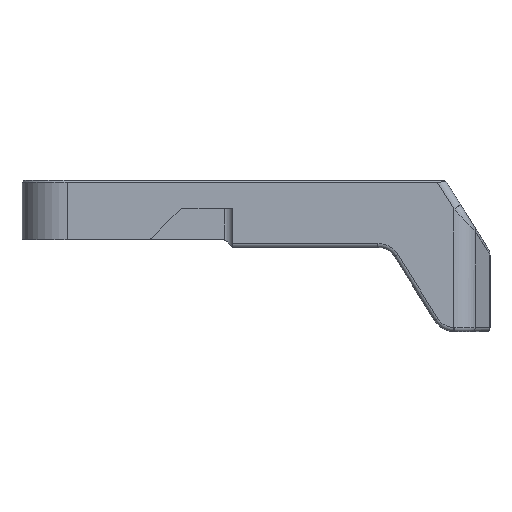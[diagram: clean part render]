
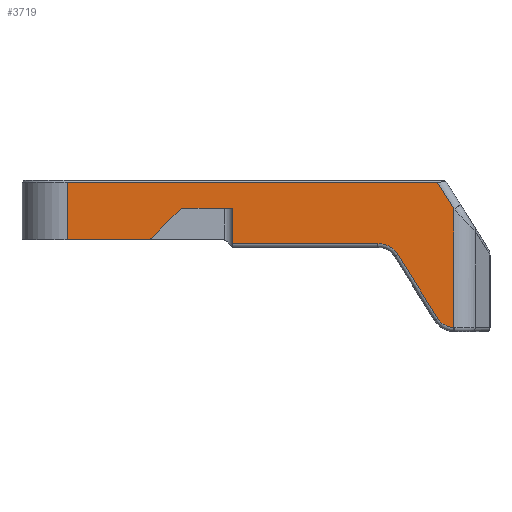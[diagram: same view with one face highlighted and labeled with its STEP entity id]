
A CAD part, left-side view. The second image highlights one B-rep face of the part: STEP entity #3719.
In plain terms, the highlighted planar face has unit normal (-1, 0, 0).
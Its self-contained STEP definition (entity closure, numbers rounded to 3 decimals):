
#76 = ORIENTED_EDGE ( 'NONE', *, *, #2712, .T. ) ;
#263 = CARTESIAN_POINT ( 'NONE',  ( -27.5, 25., 1.5 ) ) ;
#286 = CARTESIAN_POINT ( 'NONE',  ( -27.5, -9.356, 36.217 ) ) ;
#366 = CARTESIAN_POINT ( 'NONE',  ( -27.5, 35., 8.5 ) ) ;
#369 = AXIS2_PLACEMENT_3D ( 'NONE', #7087, #2529, #5281 ) ;
#420 = CARTESIAN_POINT ( 'NONE',  ( -27.5, -31.178, -1.048 ) ) ;
#483 = ORIENTED_EDGE ( 'NONE', *, *, #3679, .T. ) ;
#531 = CARTESIAN_POINT ( 'NONE',  ( -27.5, 46., -6.5 ) ) ;
#538 = EDGE_CURVE ( 'NONE', #2801, #1047, #5940, .T. ) ;
#546 = VECTOR ( 'NONE', #2333, 1000. ) ;
#585 = EDGE_LOOP ( 'NONE', ( #4247, #6565, #7666, #483, #8270, #7657, #1035, #76, #3001, #2383, #6982, #1639, #4491, #3608 ) ) ;
#699 = CARTESIAN_POINT ( 'NONE',  ( -27.5, -27.086, -26.5 ) ) ;
#732 = LINE ( 'NONE', #8558, #8291 ) ;
#897 = CARTESIAN_POINT ( 'NONE',  ( -27.5, 25., -7.5 ) ) ;
#946 = CARTESIAN_POINT ( 'NONE',  ( -27.5, -31.178, -28.848 ) ) ;
#1035 = ORIENTED_EDGE ( 'NONE', *, *, #7403, .F. ) ;
#1047 = VERTEX_POINT ( 'NONE', #1049 ) ;
#1049 = CARTESIAN_POINT ( 'NONE',  ( -27.5, 38.586, 0.914 ) ) ;
#1113 = VECTOR ( 'NONE', #8546, 1000. ) ;
#1275 = LINE ( 'NONE', #5337, #2649 ) ;
#1359 = DIRECTION ( 'NONE',  ( 1., 0., 0. ) ) ;
#1462 = DIRECTION ( 'NONE',  ( 0., 1., 0. ) ) ;
#1469 = CARTESIAN_POINT ( 'NONE',  ( -27.5, 67., 8. ) ) ;
#1553 = VERTEX_POINT ( 'NONE', #263 ) ;
#1616 = CARTESIAN_POINT ( 'NONE',  ( -27.5, -11.887, -13.5 ) ) ;
#1639 = ORIENTED_EDGE ( 'NONE', *, *, #3032, .T. ) ;
#1664 = DIRECTION ( 'NONE',  ( 1., 0., 0. ) ) ;
#1849 = VERTEX_POINT ( 'NONE', #6585 ) ;
#2227 = VECTOR ( 'NONE', #6313, 1000. ) ;
#2333 = DIRECTION ( 'NONE',  ( 0., 0., 1. ) ) ;
#2383 = ORIENTED_EDGE ( 'NONE', *, *, #5488, .T. ) ;
#2409 = VECTOR ( 'NONE', #7527, 1000. ) ;
#2529 = DIRECTION ( 'NONE',  ( -1., 0., 0. ) ) ;
#2556 = EDGE_CURVE ( 'NONE', #6755, #8451, #4398, .T. ) ;
#2601 = DIRECTION ( 'NONE',  ( 0., 1., 0. ) ) ;
#2606 = CIRCLE ( 'NONE', #369, 2. ) ;
#2640 = CARTESIAN_POINT ( 'NONE',  ( -27.5, -31.326, -23.85 ) ) ;
#2649 = VECTOR ( 'NONE', #6587, 1000. ) ;
#2701 = CARTESIAN_POINT ( 'NONE',  ( -27.5, -11.887, -7.5 ) ) ;
#2712 = EDGE_CURVE ( 'NONE', #7237, #2801, #2606, .T. ) ;
#2768 = CARTESIAN_POINT ( 'NONE',  ( -27.5, 25., 1.5 ) ) ;
#2769 = CIRCLE ( 'NONE', #4578, 2. ) ;
#2801 = VERTEX_POINT ( 'NONE', #5329 ) ;
#2859 = VECTOR ( 'NONE', #5438, 1000. ) ;
#2945 = FACE_OUTER_BOUND ( 'NONE', #585, .T. ) ;
#3001 = ORIENTED_EDGE ( 'NONE', *, *, #538, .T. ) ;
#3022 = CARTESIAN_POINT ( 'NONE',  ( -27.5, 37.172, 1.5 ) ) ;
#3030 = DIRECTION ( 'NONE',  ( 1., 0., 0. ) ) ;
#3032 = EDGE_CURVE ( 'NONE', #1553, #4960, #5308, .T. ) ;
#3083 = EDGE_CURVE ( 'NONE', #3945, #8407, #5648, .T. ) ;
#3143 = VERTEX_POINT ( 'NONE', #3022 ) ;
#3201 = CARTESIAN_POINT ( 'NONE',  ( -27.5, 25., 1.5 ) ) ;
#3466 = VERTEX_POINT ( 'NONE', #5830 ) ;
#3608 = ORIENTED_EDGE ( 'NONE', *, *, #6070, .T. ) ;
#3661 = LINE ( 'NONE', #6865, #2227 ) ;
#3679 = EDGE_CURVE ( 'NONE', #1849, #3466, #4297, .T. ) ;
#3688 = PLANE ( 'NONE',  #7590 ) ;
#3719 = ADVANCED_FACE ( 'NONE', ( #2945 ), #3688, .F. ) ;
#3945 = VERTEX_POINT ( 'NONE', #699 ) ;
#3946 = DIRECTION ( 'NONE',  ( 0., -0.707, 0.707 ) ) ;
#4247 = ORIENTED_EDGE ( 'NONE', *, *, #7455, .T. ) ;
#4297 = LINE ( 'NONE', #286, #6490 ) ;
#4316 = VECTOR ( 'NONE', #5023, 1000. ) ;
#4398 = LINE ( 'NONE', #4925, #2409 ) ;
#4425 = EDGE_CURVE ( 'NONE', #3466, #6755, #732, .T. ) ;
#4491 = ORIENTED_EDGE ( 'NONE', *, *, #7861, .T. ) ;
#4578 = AXIS2_PLACEMENT_3D ( 'NONE', #7318, #1359, #5335 ) ;
#4649 = DIRECTION ( 'NONE',  ( -1., 0., 0. ) ) ;
#4855 = VERTEX_POINT ( 'NONE', #2701 ) ;
#4925 = CARTESIAN_POINT ( 'NONE',  ( -27.5, 67., -8.5 ) ) ;
#4960 = VERTEX_POINT ( 'NONE', #897 ) ;
#5023 = DIRECTION ( 'NONE',  ( 0., 1., 0. ) ) ;
#5281 = DIRECTION ( 'NONE',  ( 0., 1., 0. ) ) ;
#5308 = LINE ( 'NONE', #2768, #2859 ) ;
#5329 = CARTESIAN_POINT ( 'NONE',  ( -27.5, 45.414, -5.914 ) ) ;
#5335 = DIRECTION ( 'NONE',  ( 0., 1., 0. ) ) ;
#5337 = CARTESIAN_POINT ( 'NONE',  ( -27.5, 6.078, 26.573 ) ) ;
#5358 = VERTEX_POINT ( 'NONE', #5844 ) ;
#5438 = DIRECTION ( 'NONE',  ( 0., 0., -1. ) ) ;
#5488 = EDGE_CURVE ( 'NONE', #1047, #3143, #2769, .T. ) ;
#5612 = DIRECTION ( 'NONE',  ( 0., 1., 0. ) ) ;
#5648 = CIRCLE ( 'NONE', #7868, 5. ) ;
#5771 = LINE ( 'NONE', #3201, #1113 ) ;
#5830 = CARTESIAN_POINT ( 'NONE',  ( -27.5, -26.988, 8. ) ) ;
#5844 = CARTESIAN_POINT ( 'NONE',  ( -27.5, -16.976, -10.32 ) ) ;
#5940 = LINE ( 'NONE', #531, #8331 ) ;
#6070 = EDGE_CURVE ( 'NONE', #4855, #5358, #6245, .T. ) ;
#6239 = CARTESIAN_POINT ( 'NONE',  ( -27.5, 46.828, -6.5 ) ) ;
#6245 = CIRCLE ( 'NONE', #6799, 6. ) ;
#6285 = DIRECTION ( 'NONE',  ( 0., 1., 0. ) ) ;
#6302 = DIRECTION ( 'NONE',  ( 0., 0.53, 0.848 ) ) ;
#6313 = DIRECTION ( 'NONE',  ( 0., -1., 0. ) ) ;
#6416 = CARTESIAN_POINT ( 'NONE',  ( -27.5, 25., -6.5 ) ) ;
#6441 = EDGE_CURVE ( 'NONE', #8407, #1849, #8424, .T. ) ;
#6490 = VECTOR ( 'NONE', #6302, 1000. ) ;
#6565 = ORIENTED_EDGE ( 'NONE', *, *, #3083, .T. ) ;
#6585 = CARTESIAN_POINT ( 'NONE',  ( -27.5, -31.178, 1.295 ) ) ;
#6587 = DIRECTION ( 'NONE',  ( 0., -0.53, -0.848 ) ) ;
#6755 = VERTEX_POINT ( 'NONE', #1469 ) ;
#6799 = AXIS2_PLACEMENT_3D ( 'NONE', #1616, #1664, #6285 ) ;
#6865 = CARTESIAN_POINT ( 'NONE',  ( -27.5, 35., -7.5 ) ) ;
#6982 = ORIENTED_EDGE ( 'NONE', *, *, #7107, .F. ) ;
#7046 = LINE ( 'NONE', #6416, #4316 ) ;
#7087 = CARTESIAN_POINT ( 'NONE',  ( -27.5, 46.828, -4.5 ) ) ;
#7107 = EDGE_CURVE ( 'NONE', #1553, #3143, #5771, .T. ) ;
#7237 = VERTEX_POINT ( 'NONE', #6239 ) ;
#7318 = CARTESIAN_POINT ( 'NONE',  ( -27.5, 37.172, -0.5 ) ) ;
#7403 = EDGE_CURVE ( 'NONE', #7237, #8451, #7046, .T. ) ;
#7455 = EDGE_CURVE ( 'NONE', #5358, #3945, #1275, .T. ) ;
#7522 = CARTESIAN_POINT ( 'NONE',  ( -27.5, 67., -6.5 ) ) ;
#7527 = DIRECTION ( 'NONE',  ( 0., 0., -1. ) ) ;
#7590 = AXIS2_PLACEMENT_3D ( 'NONE', #366, #3030, #5612 ) ;
#7657 = ORIENTED_EDGE ( 'NONE', *, *, #2556, .T. ) ;
#7666 = ORIENTED_EDGE ( 'NONE', *, *, #6441, .T. ) ;
#7861 = EDGE_CURVE ( 'NONE', #4960, #4855, #3661, .T. ) ;
#7868 = AXIS2_PLACEMENT_3D ( 'NONE', #2640, #4649, #1462 ) ;
#8270 = ORIENTED_EDGE ( 'NONE', *, *, #4425, .T. ) ;
#8291 = VECTOR ( 'NONE', #2601, 1000. ) ;
#8331 = VECTOR ( 'NONE', #3946, 1000. ) ;
#8407 = VERTEX_POINT ( 'NONE', #946 ) ;
#8424 = LINE ( 'NONE', #420, #546 ) ;
#8451 = VERTEX_POINT ( 'NONE', #7522 ) ;
#8546 = DIRECTION ( 'NONE',  ( 0., 1., 0. ) ) ;
#8558 = CARTESIAN_POINT ( 'NONE',  ( -27.5, 67., 8. ) ) ;
